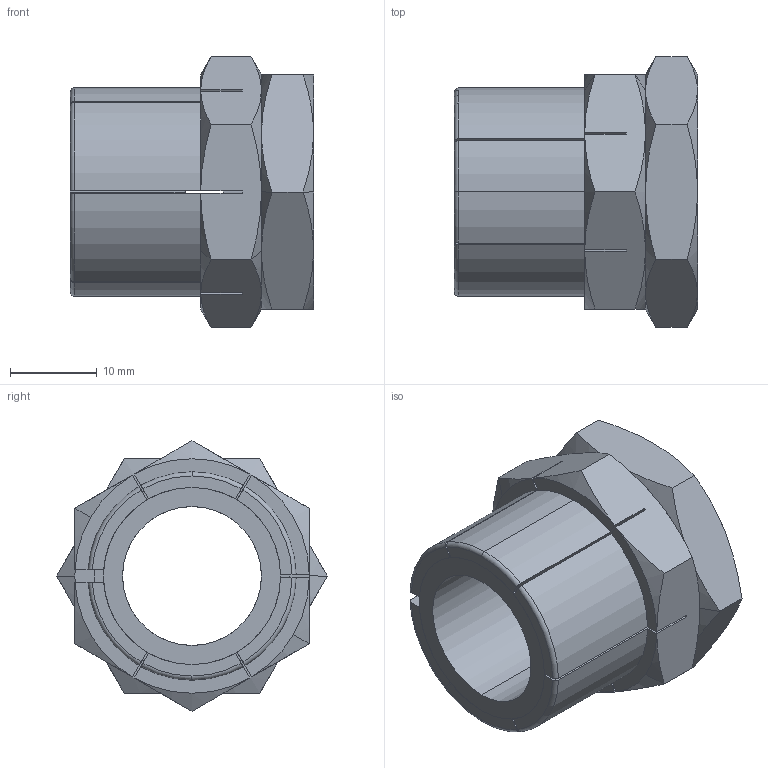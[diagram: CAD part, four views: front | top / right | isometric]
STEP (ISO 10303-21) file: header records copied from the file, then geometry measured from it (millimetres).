
FILE_DESCRIPTION(('STEP AP214'),'1');
FILE_NAME('HALDERN_EH_25050_0316.stp','2020-02-28T09:42:23',('TraceParts'),('TraceParts S.A.'),'Spatial InterOp 3D',' ',' ');
FILE_SCHEMA(('AUTOMOTIVE_DESIGN { 1 0 10303 214 1 1 1 1 }'));
Length unit declared in the file: millimetre
Products named in the file (1): HALDERN_EH_25050_0316_1
Bounding box: 28 x 31.18 x 31.18 mm (x, y, z)
Volume: 9104.6 mm3; surface area: 10069.7 mm2
Topology: 3 solids, 3 shells, 153 faces, 403 edges, 257 vertices
Faces by surface type: plane 66, cone 40, cylinder 39, torus 8
Entity records: 6439 total; most frequent: CARTESIAN_POINT 1496, ORIENTED_EDGE 806, DIRECTION 781, EDGE_CURVE 403, AXIS2_PLACEMENT_3D 298, VERTEX_POINT 257, LINE 185, VECTOR 185
